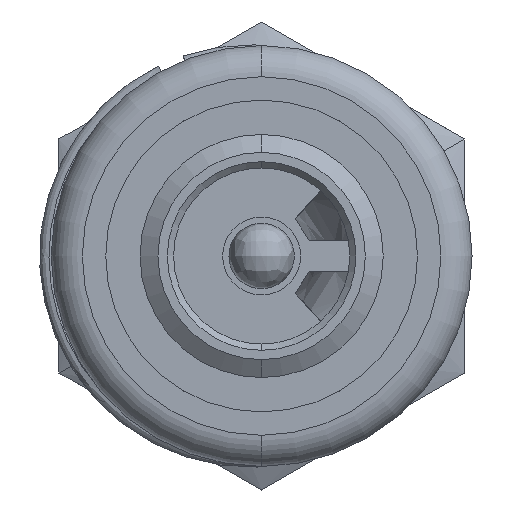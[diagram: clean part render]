
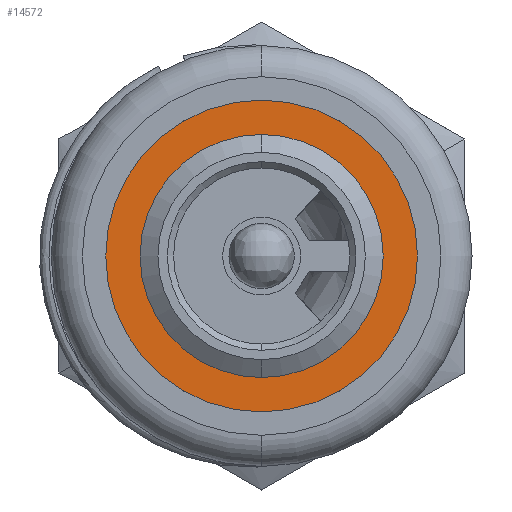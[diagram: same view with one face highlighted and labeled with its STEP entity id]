
A CAD part, left-side view. The second image highlights one B-rep face of the part: STEP entity #14572.
In plain terms, the highlighted planar face has unit normal (-1, 0, 0).
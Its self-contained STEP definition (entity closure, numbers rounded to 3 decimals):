
#1386 = DIRECTION ( 'NONE',  ( 1., 0., 0. ) ) ;
#1689 = ORIENTED_EDGE ( 'NONE', *, *, #24635, .F. ) ;
#1816 = DIRECTION ( 'NONE',  ( 0., 0., 1. ) ) ;
#3415 = DIRECTION ( 'NONE',  ( 0., 0., 1. ) ) ;
#3622 = DIRECTION ( 'NONE',  ( 1., 0., 0. ) ) ;
#7344 = ORIENTED_EDGE ( 'NONE', *, *, #17606, .F. ) ;
#8421 = CIRCLE ( 'NONE', #27977, 3.325 ) ;
#9830 = ORIENTED_EDGE ( 'NONE', *, *, #46450, .T. ) ;
#12407 = CIRCLE ( 'NONE', #37984, 3.325 ) ;
#14093 = CIRCLE ( 'NONE', #46050, 5. ) ;
#14572 = ADVANCED_FACE ( 'NONE', ( #22160, #34789 ), #45396, .T. ) ;
#16966 = EDGE_LOOP ( 'NONE', ( #1689, #7344 ) ) ;
#17097 = EDGE_LOOP ( 'NONE', ( #38759, #9830 ) ) ;
#17138 = DIRECTION ( 'NONE',  ( 0., 0., 1. ) ) ;
#17606 = EDGE_CURVE ( 'NONE', #34317, #52430, #21431, .T. ) ;
#18499 = DIRECTION ( 'NONE',  ( 0., 0., 1. ) ) ;
#19122 = AXIS2_PLACEMENT_3D ( 'NONE', #44609, #3622, #17138 ) ;
#20453 = CARTESIAN_POINT ( 'NONE',  ( 6.5, 0., -3.325 ) ) ;
#20786 = VERTEX_POINT ( 'NONE', #20453 ) ;
#21186 = CARTESIAN_POINT ( 'NONE',  ( 6.5, 0., 3.325 ) ) ;
#21431 = CIRCLE ( 'NONE', #19122, 5. ) ;
#22160 = FACE_BOUND ( 'NONE', #17097, .T. ) ;
#22783 = VERTEX_POINT ( 'NONE', #21186 ) ;
#23211 = CARTESIAN_POINT ( 'NONE',  ( 6.5, 0., 0. ) ) ;
#23330 = DIRECTION ( 'NONE',  ( 0., 0., 1. ) ) ;
#24164 = CARTESIAN_POINT ( 'NONE',  ( 6.5, 0., 0. ) ) ;
#24632 = AXIS2_PLACEMENT_3D ( 'NONE', #23211, #32243, #18499 ) ;
#24635 = EDGE_CURVE ( 'NONE', #52430, #34317, #14093, .T. ) ;
#27977 = AXIS2_PLACEMENT_3D ( 'NONE', #30106, #52251, #3415 ) ;
#28488 = DIRECTION ( 'NONE',  ( 1., 0., 0. ) ) ;
#30106 = CARTESIAN_POINT ( 'NONE',  ( 6.5, 0., 0. ) ) ;
#32243 = DIRECTION ( 'NONE',  ( -1., 0., 0. ) ) ;
#34317 = VERTEX_POINT ( 'NONE', #48712 ) ;
#34789 = FACE_OUTER_BOUND ( 'NONE', #16966, .T. ) ;
#37984 = AXIS2_PLACEMENT_3D ( 'NONE', #24164, #28488, #1816 ) ;
#38759 = ORIENTED_EDGE ( 'NONE', *, *, #50650, .T. ) ;
#43095 = CARTESIAN_POINT ( 'NONE',  ( 6.5, 0., 5. ) ) ;
#44609 = CARTESIAN_POINT ( 'NONE',  ( 6.5, 0., 0. ) ) ;
#45396 = PLANE ( 'NONE',  #24632 ) ;
#46050 = AXIS2_PLACEMENT_3D ( 'NONE', #54881, #1386, #23330 ) ;
#46450 = EDGE_CURVE ( 'NONE', #20786, #22783, #8421, .T. ) ;
#48712 = CARTESIAN_POINT ( 'NONE',  ( 6.5, 0., -5. ) ) ;
#50650 = EDGE_CURVE ( 'NONE', #22783, #20786, #12407, .T. ) ;
#52251 = DIRECTION ( 'NONE',  ( 1., 0., 0. ) ) ;
#52430 = VERTEX_POINT ( 'NONE', #43095 ) ;
#54881 = CARTESIAN_POINT ( 'NONE',  ( 6.5, 0., 0. ) ) ;
